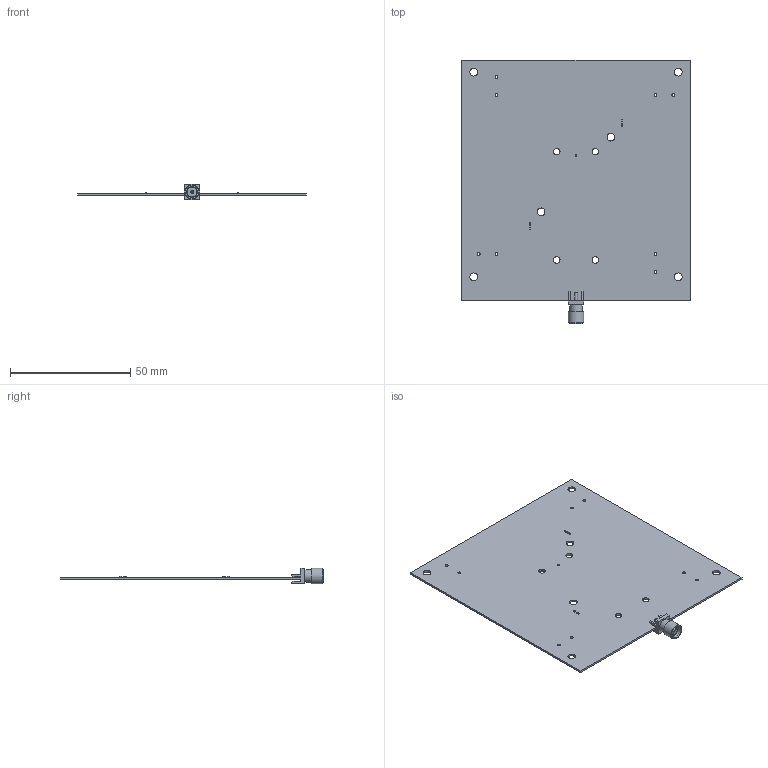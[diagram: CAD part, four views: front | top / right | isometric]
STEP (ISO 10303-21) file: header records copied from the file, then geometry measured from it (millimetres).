
FILE_DESCRIPTION(('KiCad electronic assembly'),'2;1');
FILE_NAME('Quadrifilar_antenna_B.step','2021-03-28T23:00:35',( 'An Author'),('A Company'),'Open CASCADE STEP processor 6.9', 'KiCad to STEP converter','Unknown');
FILE_SCHEMA(('AUTOMOTIVE_DESIGN { 1 0 10303 214 1 1 1 1 }'));
Length unit declared in the file: millimetre
Products named in the file (6): Open CASCADE STEP translator 6.9 1; SMA-J-P-H-ST-EM1; SOLID; R_0402_1005Metric; COMPOUND
Assembly tree (8 placements, depth 3):
  Open CASCADE STEP translator 6.9 1
    SMA-J-P-H-ST-EM1
      SOLID
    R_0402_1005Metric  x4
      SOLID
    COMPOUND
Bounding box: 95 x 109.53 x 6.35 mm (x, y, z)
Volume: 7796.6 mm3; surface area: 19676 mm2
Topology: 6 solids, 6 shells, 176 faces, 446 edges, 292 vertices
Faces by surface type: plane 112, cylinder 63, cone 1
Full cylindrical faces by diameter (mm): 0.8 x1, 1.2 x8, 1.27 x2, 2.7 x4, 3.2 x6, 4.1 x1, 4.25 x1, 4.63 x1, 5.35 x2, 6.33 x1
Entity records: 7106 total; most frequent: CARTESIAN_POINT 1488, DIRECTION 954, LINE 550, VECTOR 550, ORIENTED_EDGE 484, PCURVE 484, DEFINITIONAL_REPRESENTATION 484, EDGE_CURVE 242
